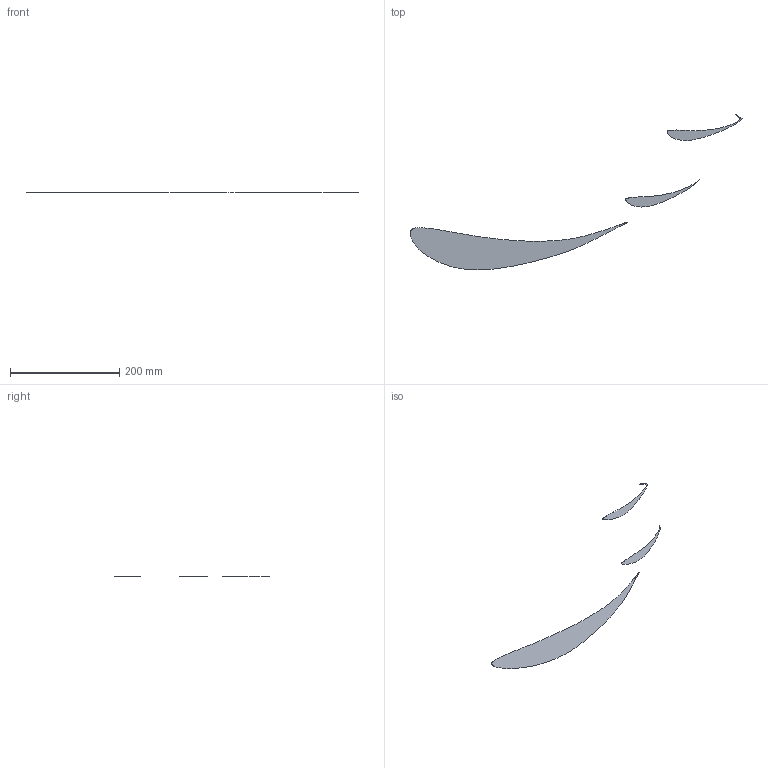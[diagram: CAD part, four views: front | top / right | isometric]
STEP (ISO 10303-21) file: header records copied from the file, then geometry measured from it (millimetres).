
FILE_DESCRIPTION( ( 'STEP Version 203' ), '1' );
FILE_NAME( 'MinDrag.stp', '10/02/19 14:20:56', ( 'Roman' ), ( ' ' ), 'PSStep 17.0.49', 'DesignModeler STEP Output', ' ' );
FILE_SCHEMA( ( 'CONFIG_CONTROL_DESIGN' ) );
Length unit declared in the file: metre
Products named in the file (3): optim
Bounding box: 608.85 x 286.08 x 0 mm (x, y, z)
Surface area: 18001.3 mm2 (no closed solid volume)
Topology: 0 solids, 3 shells, 3 faces, 257 edges, 257 vertices
Faces by surface type: plane 3
Entity records: 2202 total; most frequent: CARTESIAN_POINT 994, ORIENTED_EDGE 257, EDGE_CURVE 257, VERTEX_POINT 257, B_SPLINE_CURVE_WITH_KNOTS 229, DIRECTION 40, LINE 28, VECTOR 28
